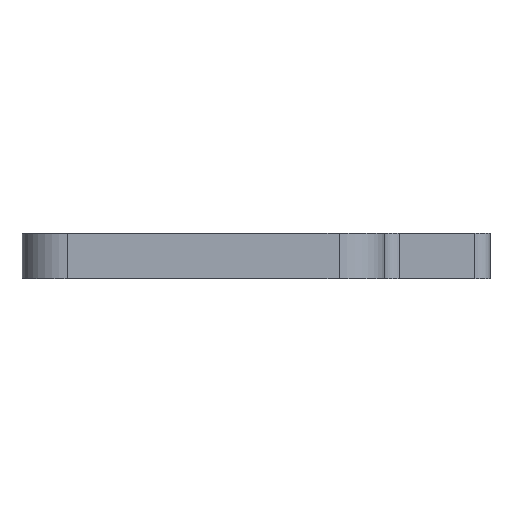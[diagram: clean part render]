
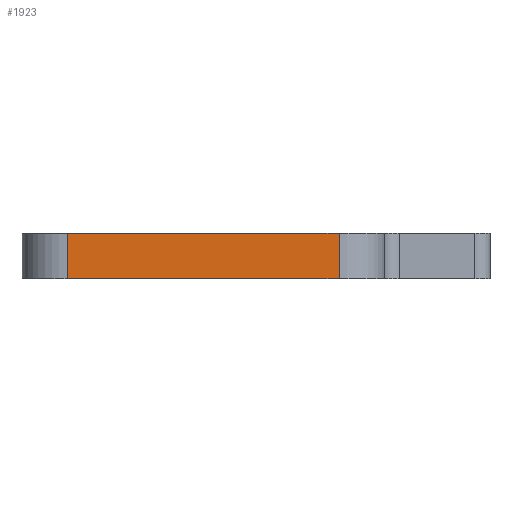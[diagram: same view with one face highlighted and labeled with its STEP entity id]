
A CAD part, left-side view. The second image highlights one B-rep face of the part: STEP entity #1923.
In plain terms, the highlighted planar face has unit normal (-1, 0, 0).
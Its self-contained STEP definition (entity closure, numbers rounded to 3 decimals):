
#23 = VECTOR ( 'NONE', #973, 1000. ) ;
#107 = LINE ( 'NONE', #391, #996 ) ;
#121 = CARTESIAN_POINT ( 'NONE',  ( -16.86, 0., 0. ) ) ;
#298 = DIRECTION ( 'NONE',  ( 0., 0., -1. ) ) ;
#332 = EDGE_CURVE ( 'NONE', #650, #525, #2296, .T. ) ;
#391 = CARTESIAN_POINT ( 'NONE',  ( -16.86, 3., 3. ) ) ;
#525 = VERTEX_POINT ( 'NONE', #2014 ) ;
#650 = VERTEX_POINT ( 'NONE', #1769 ) ;
#722 = EDGE_CURVE ( 'NONE', #2542, #1289, #969, .T. ) ;
#757 = LINE ( 'NONE', #2669, #1229 ) ;
#956 = DIRECTION ( 'NONE',  ( 0., 1., 0. ) ) ;
#969 = LINE ( 'NONE', #1161, #2611 ) ;
#973 = DIRECTION ( 'NONE',  ( 0., -1., 0. ) ) ;
#996 = VECTOR ( 'NONE', #2326, 1000. ) ;
#1000 = DIRECTION ( 'NONE',  ( -1., 0., 0. ) ) ;
#1080 = ORIENTED_EDGE ( 'NONE', *, *, #2562, .T. ) ;
#1132 = CARTESIAN_POINT ( 'NONE',  ( -16.86, 3., 0. ) ) ;
#1161 = CARTESIAN_POINT ( 'NONE',  ( -16.86, 24., 0. ) ) ;
#1208 = FACE_OUTER_BOUND ( 'NONE', #2571, .T. ) ;
#1229 = VECTOR ( 'NONE', #298, 1000. ) ;
#1289 = VERTEX_POINT ( 'NONE', #1378 ) ;
#1378 = CARTESIAN_POINT ( 'NONE',  ( -16.86, 21., 0. ) ) ;
#1465 = EDGE_CURVE ( 'NONE', #2542, #525, #107, .T. ) ;
#1566 = ORIENTED_EDGE ( 'NONE', *, *, #332, .F. ) ;
#1769 = CARTESIAN_POINT ( 'NONE',  ( -16.86, 21., 3. ) ) ;
#1807 = AXIS2_PLACEMENT_3D ( 'NONE', #121, #1000, #2498 ) ;
#1862 = ORIENTED_EDGE ( 'NONE', *, *, #1465, .T. ) ;
#1923 = ADVANCED_FACE ( 'NONE', ( #1208 ), #2072, .T. ) ;
#1977 = ORIENTED_EDGE ( 'NONE', *, *, #722, .F. ) ;
#2014 = CARTESIAN_POINT ( 'NONE',  ( -16.86, 3., 3. ) ) ;
#2072 = PLANE ( 'NONE',  #1807 ) ;
#2296 = LINE ( 'NONE', #2488, #23 ) ;
#2326 = DIRECTION ( 'NONE',  ( 0., 0., 1. ) ) ;
#2488 = CARTESIAN_POINT ( 'NONE',  ( -16.86, 0., 3. ) ) ;
#2498 = DIRECTION ( 'NONE',  ( 0., 0., 1. ) ) ;
#2542 = VERTEX_POINT ( 'NONE', #1132 ) ;
#2562 = EDGE_CURVE ( 'NONE', #650, #1289, #757, .T. ) ;
#2571 = EDGE_LOOP ( 'NONE', ( #1977, #1862, #1566, #1080 ) ) ;
#2611 = VECTOR ( 'NONE', #956, 1000. ) ;
#2669 = CARTESIAN_POINT ( 'NONE',  ( -16.86, 21., 0. ) ) ;
